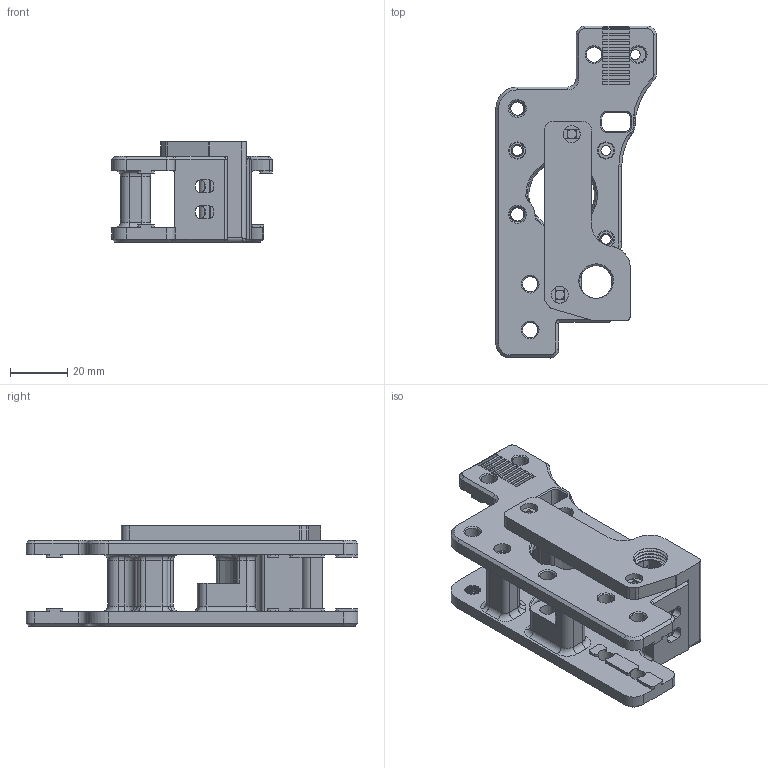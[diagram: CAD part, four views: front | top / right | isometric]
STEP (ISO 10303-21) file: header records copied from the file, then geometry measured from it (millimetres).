
FILE_DESCRIPTION(/* description */ (''),/* implementation_level */ '2;1');
FILE_NAME(/* name */ 'PG7-V2-Umbilical.step',/* time_stamp */ '2022-07-26T15:29:19-07:00',/* author */ (''),/* organization */ (''),/* preprocessor_version */ 'ST-DEVELOPER v19',/* originating_system */ 'Autodesk Translation Framework v11.7.0.108',/* authorisation */ '');
FILE_SCHEMA (('AUTOMOTIVE_DESIGN { 1 0 10303 214 3 1 1 }'));
Length unit declared in the file: millimetre
Products named in the file (4): (Unsaved); PG7-Umbilcal; 2.4R1 A drive; chain_retainer_bracket
Assembly tree (3 placements, depth 3):
  (Unsaved)
    PG7-Umbilcal
    2.4R1 A drive
      chain_retainer_bracket
Bounding box: 56.03 x 116 x 35 mm (x, y, z)
Volume: 60057.6 mm3; surface area: 32011.8 mm2
Topology: 3 solids, 3 shells, 786 faces, 2052 edges, 1282 vertices
Faces by surface type: plane 359, cylinder 245, cone 70, torus 64, bspline 48
Full cylindrical faces by diameter (mm): 3.4 x3, 3.5 x4, 4.634 x4, 4.7 x2, 5.12 x5, 5.4 x10, 6 x5, 6.7 x1, 6.8 x1, 11.43 x3, 12.65 x3
Entity records: 34861 total; most frequent: CARTESIAN_POINT 15337, ORIENTED_EDGE 4088, DIRECTION 4059, EDGE_CURVE 2044, AXIS2_PLACEMENT_3D 1451, VERTEX_POINT 1282, LINE 1157, VECTOR 1157
